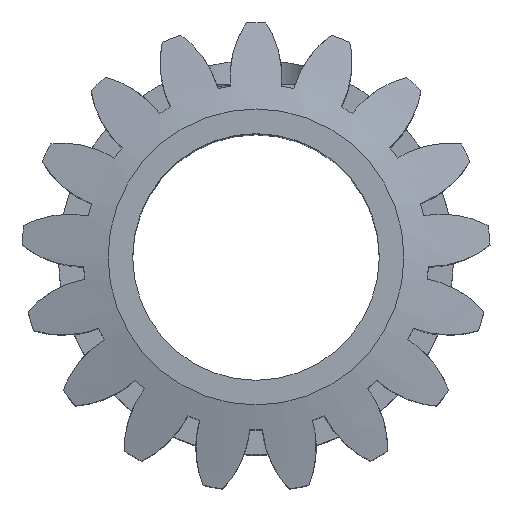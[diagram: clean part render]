
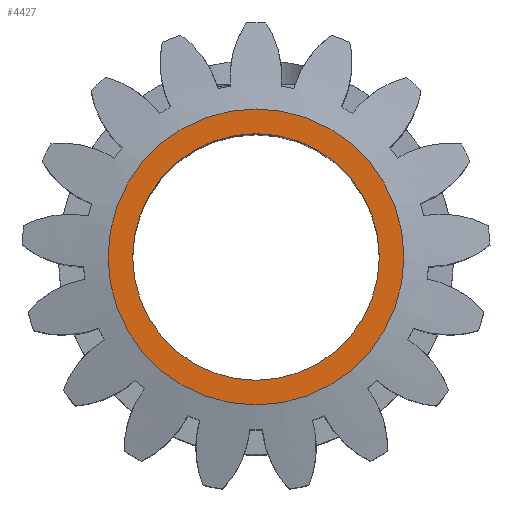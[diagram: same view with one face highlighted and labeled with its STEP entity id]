
A CAD part, top view. The second image highlights one B-rep face of the part: STEP entity #4427.
In plain terms, the highlighted planar face has unit normal (0, 0, 1).
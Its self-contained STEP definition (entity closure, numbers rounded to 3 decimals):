
#720=PLANE('',#5088);
#732=FACE_BOUND('',#1230,.T.);
#975=FACE_OUTER_BOUND('',#1229,.T.);
#1229=EDGE_LOOP('',(#4107));
#1230=EDGE_LOOP('',(#4108));
#1394=CIRCLE('',#4859,3.);
#1523=CIRCLE('',#5087,2.5);
#1869=VERTEX_POINT('',#9892);
#1996=VERTEX_POINT('',#10503);
#2475=EDGE_CURVE('',#1869,#1869,#1394,.T.);
#2700=EDGE_CURVE('',#1996,#1996,#1523,.T.);
#4107=ORIENTED_EDGE('',*,*,#2475,.T.);
#4108=ORIENTED_EDGE('',*,*,#2700,.T.);
#4427=ADVANCED_FACE('',(#975,#732),#720,.T.);
#4859=AXIS2_PLACEMENT_3D('',#9893,#6006,#6007);
#5087=AXIS2_PLACEMENT_3D('',#10504,#6526,#6527);
#5088=AXIS2_PLACEMENT_3D('',#10505,#6528,#6529);
#6006=DIRECTION('center_axis',(0.,0.,1.));
#6007=DIRECTION('ref_axis',(-1.,0.,0.));
#6526=DIRECTION('center_axis',(0.,0.,-1.));
#6527=DIRECTION('ref_axis',(-1.,0.,0.));
#6528=DIRECTION('center_axis',(0.,0.,1.));
#6529=DIRECTION('ref_axis',(1.,0.,0.));
#9892=CARTESIAN_POINT('',(-3.,0.,0.));
#9893=CARTESIAN_POINT('Origin',(0.,0.,0.));
#10503=CARTESIAN_POINT('',(2.5,0.,0.));
#10504=CARTESIAN_POINT('Origin',(0.,0.,0.));
#10505=CARTESIAN_POINT('Origin',(0.,0.,
0.));
